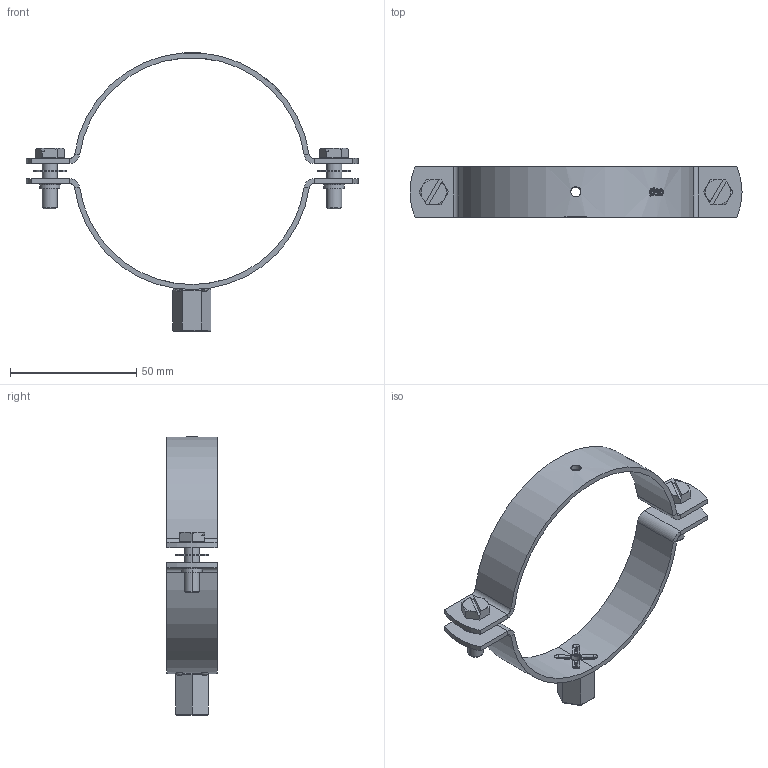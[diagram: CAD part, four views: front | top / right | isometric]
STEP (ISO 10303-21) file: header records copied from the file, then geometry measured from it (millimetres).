
FILE_DESCRIPTION (( 'STEP AP214' ), '1' );
FILE_NAME ('30179090.STEP', '2022-10-27T06:51:40', ( '' ), ( '' ), 'SwSTEP 2.0', 'SolidWorks 2021', '' );
FILE_SCHEMA (( 'AUTOMOTIVE_DESIGN' ));
Length unit declared in the file: millimetre
Products named in the file (7): Clamp^8110130090; 9735013060; 8020130090; 30179090; 9541506020; 9519002599; 8110130090
Assembly tree (8 placements, depth 3):
  30179090
    8110130090
      Clamp^8110130090
      9519002599
    8020130090
    9541506020  x2
    9735013060  x2
Bounding box: 131.72 x 20 x 110.59 mm (x, y, z)
Volume: 17107 mm3; surface area: 18635.5 mm2
Topology: 7 solids, 7 shells, 348 faces, 868 edges, 544 vertices
Faces by surface type: bspline 109, cylinder 101, plane 96, cone 30, torus 12
Entity records: 18340 total; most frequent: CARTESIAN_POINT 11909, ORIENTED_EDGE 1482, DIRECTION 912, EDGE_CURVE 741, VERTEX_POINT 463, B_SPLINE_CURVE_WITH_KNOTS 368, AXIS2_PLACEMENT_3D 352, EDGE_LOOP 320
